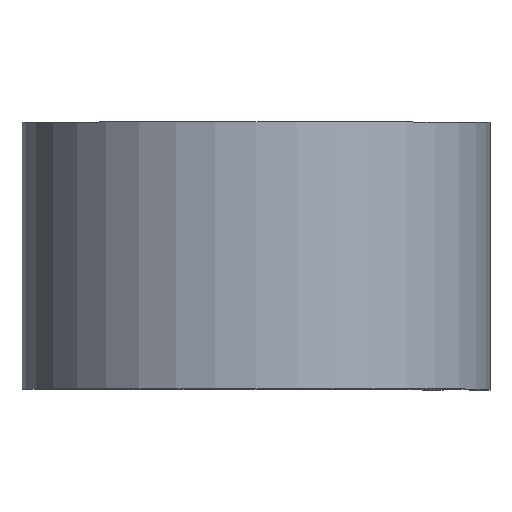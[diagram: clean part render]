
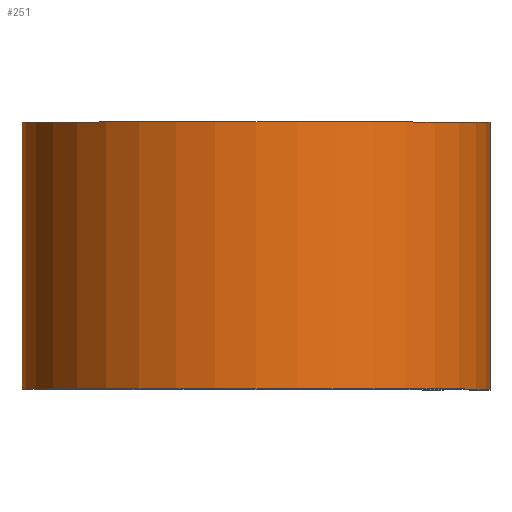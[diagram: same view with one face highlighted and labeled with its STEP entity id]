
A CAD part, top view. The second image highlights one B-rep face of the part: STEP entity #251.
In plain terms, the highlighted cylindrical face has radius 13.919 mm (diameter 27.838 mm), a partial arc.
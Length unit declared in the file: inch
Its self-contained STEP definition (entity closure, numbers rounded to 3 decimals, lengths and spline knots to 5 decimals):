
#10 = ORIENTED_EDGE ( 'NONE', *, *, #463, .T. ) ;
#42 = FACE_OUTER_BOUND ( 'NONE', #274, .T. ) ;
#73 = CYLINDRICAL_SURFACE ( 'NONE', #591, 0.548 ) ;
#103 = VECTOR ( 'NONE', #239, 39.37008 ) ;
#122 = ORIENTED_EDGE ( 'NONE', *, *, #434, .F. ) ;
#127 = AXIS2_PLACEMENT_3D ( 'NONE', #332, #330, #329 ) ;
#131 = CARTESIAN_POINT ( 'NONE',  ( 0., 0.3125, -0.548 ) ) ;
#135 = VERTEX_POINT ( 'NONE', #185 ) ;
#154 = VECTOR ( 'NONE', #262, 39.37008 ) ;
#155 = LINE ( 'NONE', #319, #103 ) ;
#168 = LINE ( 'NONE', #304, #154 ) ;
#185 = CARTESIAN_POINT ( 'NONE',  ( 0.548, 0.3125, 0. ) ) ;
#190 = VERTEX_POINT ( 'NONE', #228 ) ;
#228 = CARTESIAN_POINT ( 'NONE',  ( 0., -0.3125, -0.548 ) ) ;
#236 = AXIS2_PLACEMENT_3D ( 'NONE', #276, #269, #265 ) ;
#239 = DIRECTION ( 'NONE',  ( 0., -1., 0. ) ) ;
#251 = ADVANCED_FACE ( 'NONE', ( #42 ), #73, .T. ) ;
#262 = DIRECTION ( 'NONE',  ( 0., -1., 0. ) ) ;
#265 = DIRECTION ( 'NONE',  ( 1., 0., 0. ) ) ;
#269 = DIRECTION ( 'NONE',  ( 0., 1., 0. ) ) ;
#274 = EDGE_LOOP ( 'NONE', ( #303, #122, #378, #10 ) ) ;
#276 = CARTESIAN_POINT ( 'NONE',  ( 0., -0.3125, 0. ) ) ;
#292 = DIRECTION ( 'NONE',  ( 0., -1., 0. ) ) ;
#303 = ORIENTED_EDGE ( 'NONE', *, *, #597, .T. ) ;
#304 = CARTESIAN_POINT ( 'NONE',  ( 0.548, 0.3125, 0. ) ) ;
#319 = CARTESIAN_POINT ( 'NONE',  ( 0., 0.3125, -0.548 ) ) ;
#327 = VERTEX_POINT ( 'NONE', #379 ) ;
#329 = DIRECTION ( 'NONE',  ( 1., 0., 0. ) ) ;
#330 = DIRECTION ( 'NONE',  ( 0., 1., 0. ) ) ;
#332 = CARTESIAN_POINT ( 'NONE',  ( 0., 0.3125, 0. ) ) ;
#378 = ORIENTED_EDGE ( 'NONE', *, *, #572, .F. ) ;
#379 = CARTESIAN_POINT ( 'NONE',  ( 0.548, -0.3125, 0. ) ) ;
#434 = EDGE_CURVE ( 'NONE', #135, #327, #168, .T. ) ;
#463 = EDGE_CURVE ( 'NONE', #683, #190, #155, .T. ) ;
#532 = DIRECTION ( 'NONE',  ( 0., 0., -1. ) ) ;
#537 = CARTESIAN_POINT ( 'NONE',  ( 0., 0.3125, 0. ) ) ;
#572 = EDGE_CURVE ( 'NONE', #683, #135, #620, .T. ) ;
#591 = AXIS2_PLACEMENT_3D ( 'NONE', #537, #292, #532 ) ;
#597 = EDGE_CURVE ( 'NONE', #190, #327, #631, .T. ) ;
#620 = CIRCLE ( 'NONE', #127, 0.548 ) ;
#631 = CIRCLE ( 'NONE', #236, 0.548 ) ;
#683 = VERTEX_POINT ( 'NONE', #131 ) ;
